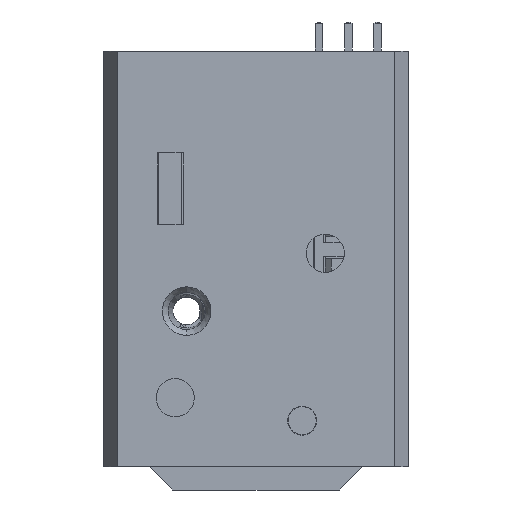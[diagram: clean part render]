
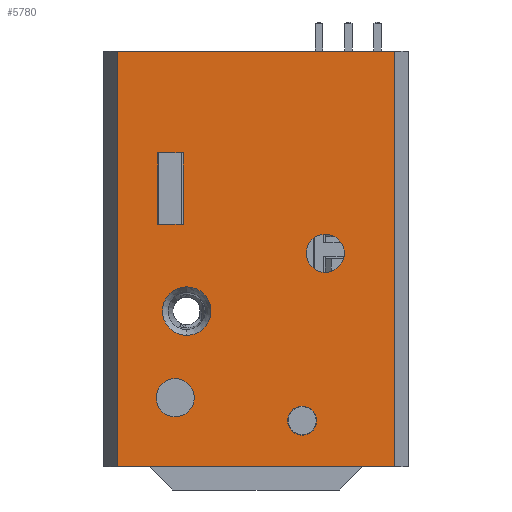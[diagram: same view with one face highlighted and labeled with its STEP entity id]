
A CAD part, front view. The second image highlights one B-rep face of the part: STEP entity #5780.
In plain terms, the highlighted planar face has unit normal (0, -1, 0).
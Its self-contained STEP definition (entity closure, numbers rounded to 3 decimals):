
#122 = ORIENTED_EDGE ( 'NONE', *, *, #5361, .T. ) ;
#508 = EDGE_LOOP ( 'NONE', ( #9226, #15088, #17783, #3989 ) ) ;
#761 = DIRECTION ( 'NONE',  ( 0., 0., 1. ) ) ;
#801 = VECTOR ( 'NONE', #19140, 1000. ) ;
#977 = CARTESIAN_POINT ( 'NONE',  ( 0., 0., -36. ) ) ;
#1023 = FACE_BOUND ( 'NONE', #14301, .T. ) ;
#1113 = DIRECTION ( 'NONE',  ( 0., 0., -1. ) ) ;
#1168 = DIRECTION ( 'NONE',  ( 0., 0., -1. ) ) ;
#1881 = CIRCLE ( 'NONE', #20534, 1.25 ) ;
#1975 = CARTESIAN_POINT ( 'NONE',  ( 16., 0., -33.25 ) ) ;
#1999 = LINE ( 'NONE', #17729, #13435 ) ;
#2198 = AXIS2_PLACEMENT_3D ( 'NONE', #17156, #18604, #20179 ) ;
#2264 = EDGE_LOOP ( 'NONE', ( #122, #17725, #14497, #14580 ) ) ;
#2359 = CIRCLE ( 'NONE', #11116, 1.25 ) ;
#2545 = FACE_BOUND ( 'NONE', #2264, .T. ) ;
#2637 = DIRECTION ( 'NONE',  ( 0., 0., 1. ) ) ;
#2642 = CARTESIAN_POINT ( 'NONE',  ( 6., 0., -24.6 ) ) ;
#2650 = VERTEX_POINT ( 'NONE', #12976 ) ;
#2868 = EDGE_CURVE ( 'NONE', #8189, #4829, #5029, .T. ) ;
#2906 = EDGE_CURVE ( 'NONE', #7669, #18560, #1881, .T. ) ;
#2933 = CARTESIAN_POINT ( 'NONE',  ( 6., 0., -22.5 ) ) ;
#3073 = LINE ( 'NONE', #20587, #801 ) ;
#3116 = CARTESIAN_POINT ( 'NONE',  ( 0., 0., -36. ) ) ;
#3129 = VERTEX_POINT ( 'NONE', #13156 ) ;
#3329 = EDGE_LOOP ( 'NONE', ( #9979, #15155 ) ) ;
#3336 = VERTEX_POINT ( 'NONE', #6959 ) ;
#3599 = VERTEX_POINT ( 'NONE', #11423 ) ;
#3617 = VERTEX_POINT ( 'NONE', #2642 ) ;
#3619 = VERTEX_POINT ( 'NONE', #16242 ) ;
#3989 = ORIENTED_EDGE ( 'NONE', *, *, #5456, .F. ) ;
#4441 = DIRECTION ( 'NONE',  ( -1., 0., 0. ) ) ;
#4631 = CARTESIAN_POINT ( 'NONE',  ( 0., 0., 0. ) ) ;
#4829 = VERTEX_POINT ( 'NONE', #11159 ) ;
#5029 = LINE ( 'NONE', #7777, #17450 ) ;
#5169 = CARTESIAN_POINT ( 'NONE',  ( 3.487, 0., -15. ) ) ;
#5309 = DIRECTION ( 'NONE',  ( 0., 0., 1. ) ) ;
#5361 = EDGE_CURVE ( 'NONE', #3599, #20699, #3073, .T. ) ;
#5456 = EDGE_CURVE ( 'NONE', #13578, #7542, #15541, .T. ) ;
#5667 = CARTESIAN_POINT ( 'NONE',  ( 16., 0., -32. ) ) ;
#5699 = DIRECTION ( 'NONE',  ( 0., -1., 0. ) ) ;
#5718 = ORIENTED_EDGE ( 'NONE', *, *, #20628, .F. ) ;
#5752 = DIRECTION ( 'NONE',  ( 0., 0., -1. ) ) ;
#5780 = ADVANCED_FACE ( 'NONE', ( #20267, #18542, #19522, #17763, #1023, #2545 ), #9376, .T. ) ;
#6175 = CARTESIAN_POINT ( 'NONE',  ( 5.687, 0., -8.8 ) ) ;
#6351 = CIRCLE ( 'NONE', #8962, 1.65 ) ;
#6429 = DIRECTION ( 'NONE',  ( 0., 1., 0. ) ) ;
#6490 = EDGE_CURVE ( 'NONE', #7542, #13717, #15722, .T. ) ;
#6959 = CARTESIAN_POINT ( 'NONE',  ( 24., 0., 0. ) ) ;
#6973 = EDGE_CURVE ( 'NONE', #7230, #2650, #9921, .T. ) ;
#7160 = CARTESIAN_POINT ( 'NONE',  ( 6., 0., -22.5 ) ) ;
#7189 = EDGE_CURVE ( 'NONE', #2650, #7230, #7360, .T. ) ;
#7198 = DIRECTION ( 'NONE',  ( 0., -1., 0. ) ) ;
#7230 = VERTEX_POINT ( 'NONE', #8641 ) ;
#7277 = CIRCLE ( 'NONE', #12691, 2.1 ) ;
#7360 = CIRCLE ( 'NONE', #17764, 1.65 ) ;
#7481 = CIRCLE ( 'NONE', #2198, 1.65 ) ;
#7542 = VERTEX_POINT ( 'NONE', #977 ) ;
#7669 = VERTEX_POINT ( 'NONE', #13179 ) ;
#7777 = CARTESIAN_POINT ( 'NONE',  ( 5.687, 0., -15. ) ) ;
#8189 = VERTEX_POINT ( 'NONE', #15952 ) ;
#8486 = AXIS2_PLACEMENT_3D ( 'NONE', #2933, #17529, #13300 ) ;
#8537 = EDGE_CURVE ( 'NONE', #3617, #16490, #7277, .T. ) ;
#8641 = CARTESIAN_POINT ( 'NONE',  ( 5., 0., -28.35 ) ) ;
#8838 = DIRECTION ( 'NONE',  ( 0., 0., -1. ) ) ;
#8856 = CARTESIAN_POINT ( 'NONE',  ( 24., 0., -36. ) ) ;
#8962 = AXIS2_PLACEMENT_3D ( 'NONE', #19276, #6429, #14500 ) ;
#9033 = EDGE_CURVE ( 'NONE', #4829, #3599, #20814, .T. ) ;
#9182 = EDGE_CURVE ( 'NONE', #20699, #8189, #13275, .T. ) ;
#9226 = ORIENTED_EDGE ( 'NONE', *, *, #19176, .F. ) ;
#9236 = DIRECTION ( 'NONE',  ( 0., -1., 0. ) ) ;
#9376 = PLANE ( 'NONE',  #18753 ) ;
#9921 = CIRCLE ( 'NONE', #11200, 1.65 ) ;
#9960 = EDGE_LOOP ( 'NONE', ( #11847, #14211 ) ) ;
#9979 = ORIENTED_EDGE ( 'NONE', *, *, #8537, .F. ) ;
#10355 = CARTESIAN_POINT ( 'NONE',  ( 5., 0., -30. ) ) ;
#11116 = AXIS2_PLACEMENT_3D ( 'NONE', #5667, #7198, #8838 ) ;
#11159 = CARTESIAN_POINT ( 'NONE',  ( 3.487, 0., -15. ) ) ;
#11200 = AXIS2_PLACEMENT_3D ( 'NONE', #10355, #13494, #761 ) ;
#11219 = DIRECTION ( 'NONE',  ( 1., 0., 0. ) ) ;
#11423 = CARTESIAN_POINT ( 'NONE',  ( 3.487, 0., -8.8 ) ) ;
#11832 = DIRECTION ( 'NONE',  ( 0., 1., 0. ) ) ;
#11847 = ORIENTED_EDGE ( 'NONE', *, *, #7189, .T. ) ;
#12691 = AXIS2_PLACEMENT_3D ( 'NONE', #7160, #5699, #19972 ) ;
#12787 = EDGE_CURVE ( 'NONE', #16490, #3617, #14045, .T. ) ;
#12875 = EDGE_CURVE ( 'NONE', #3619, #3129, #7481, .T. ) ;
#12976 = CARTESIAN_POINT ( 'NONE',  ( 5., 0., -31.65 ) ) ;
#13156 = CARTESIAN_POINT ( 'NONE',  ( 18., 0., -19.15 ) ) ;
#13179 = CARTESIAN_POINT ( 'NONE',  ( 16., 0., -30.75 ) ) ;
#13253 = VECTOR ( 'NONE', #13544, 1000. ) ;
#13261 = EDGE_LOOP ( 'NONE', ( #14756, #5718 ) ) ;
#13275 = LINE ( 'NONE', #20282, #19094 ) ;
#13300 = DIRECTION ( 'NONE',  ( 0., 0., -1. ) ) ;
#13435 = VECTOR ( 'NONE', #11219, 1000. ) ;
#13494 = DIRECTION ( 'NONE',  ( 0., 1., 0. ) ) ;
#13544 = DIRECTION ( 'NONE',  ( -1., 0., 0. ) ) ;
#13578 = VERTEX_POINT ( 'NONE', #8856 ) ;
#13697 = VECTOR ( 'NONE', #2637, 1000. ) ;
#13717 = VERTEX_POINT ( 'NONE', #4631 ) ;
#14045 = CIRCLE ( 'NONE', #8486, 2.1 ) ;
#14211 = ORIENTED_EDGE ( 'NONE', *, *, #6973, .T. ) ;
#14301 = EDGE_LOOP ( 'NONE', ( #16113, #17395 ) ) ;
#14497 = ORIENTED_EDGE ( 'NONE', *, *, #2868, .T. ) ;
#14500 = DIRECTION ( 'NONE',  ( 0., 0., 1. ) ) ;
#14580 = ORIENTED_EDGE ( 'NONE', *, *, #9033, .T. ) ;
#14756 = ORIENTED_EDGE ( 'NONE', *, *, #2906, .F. ) ;
#15054 = VECTOR ( 'NONE', #16765, 1000. ) ;
#15085 = CARTESIAN_POINT ( 'NONE',  ( 6., 0., -20.4 ) ) ;
#15088 = ORIENTED_EDGE ( 'NONE', *, *, #16735, .F. ) ;
#15155 = ORIENTED_EDGE ( 'NONE', *, *, #12787, .F. ) ;
#15541 = LINE ( 'NONE', #3116, #13253 ) ;
#15722 = LINE ( 'NONE', #17089, #13697 ) ;
#15952 = CARTESIAN_POINT ( 'NONE',  ( 5.687, 0., -15. ) ) ;
#16008 = CARTESIAN_POINT ( 'NONE',  ( 24., 0., 0. ) ) ;
#16113 = ORIENTED_EDGE ( 'NONE', *, *, #16762, .T. ) ;
#16178 = VECTOR ( 'NONE', #19380, 1000. ) ;
#16242 = CARTESIAN_POINT ( 'NONE',  ( 18., 0., -15.85 ) ) ;
#16490 = VERTEX_POINT ( 'NONE', #15085 ) ;
#16735 = EDGE_CURVE ( 'NONE', #13717, #3336, #1999, .T. ) ;
#16762 = EDGE_CURVE ( 'NONE', #3129, #3619, #6351, .T. ) ;
#16765 = DIRECTION ( 'NONE',  ( 0., 0., 1. ) ) ;
#17089 = CARTESIAN_POINT ( 'NONE',  ( 0., 0., 0. ) ) ;
#17156 = CARTESIAN_POINT ( 'NONE',  ( 18., 0., -17.5 ) ) ;
#17394 = DIRECTION ( 'NONE',  ( 0., -1., 0. ) ) ;
#17395 = ORIENTED_EDGE ( 'NONE', *, *, #12875, .T. ) ;
#17450 = VECTOR ( 'NONE', #4441, 1000. ) ;
#17529 = DIRECTION ( 'NONE',  ( 0., -1., 0. ) ) ;
#17725 = ORIENTED_EDGE ( 'NONE', *, *, #9182, .T. ) ;
#17729 = CARTESIAN_POINT ( 'NONE',  ( 0., 0., 0. ) ) ;
#17763 = FACE_BOUND ( 'NONE', #9960, .T. ) ;
#17764 = AXIS2_PLACEMENT_3D ( 'NONE', #18292, #11832, #5309 ) ;
#17783 = ORIENTED_EDGE ( 'NONE', *, *, #6490, .F. ) ;
#18292 = CARTESIAN_POINT ( 'NONE',  ( 5., 0., -30. ) ) ;
#18459 = LINE ( 'NONE', #16008, #16178 ) ;
#18542 = FACE_BOUND ( 'NONE', #3329, .T. ) ;
#18560 = VERTEX_POINT ( 'NONE', #1975 ) ;
#18604 = DIRECTION ( 'NONE',  ( 0., 1., 0. ) ) ;
#18753 = AXIS2_PLACEMENT_3D ( 'NONE', #18901, #9236, #1168 ) ;
#18901 = CARTESIAN_POINT ( 'NONE',  ( 0., 0., 0. ) ) ;
#19094 = VECTOR ( 'NONE', #5752, 1000. ) ;
#19140 = DIRECTION ( 'NONE',  ( 1., 0., 0. ) ) ;
#19176 = EDGE_CURVE ( 'NONE', #3336, #13578, #18459, .T. ) ;
#19276 = CARTESIAN_POINT ( 'NONE',  ( 18., 0., -17.5 ) ) ;
#19380 = DIRECTION ( 'NONE',  ( 0., 0., -1. ) ) ;
#19522 = FACE_BOUND ( 'NONE', #13261, .T. ) ;
#19972 = DIRECTION ( 'NONE',  ( 0., 0., -1. ) ) ;
#20179 = DIRECTION ( 'NONE',  ( 0., 0., 1. ) ) ;
#20267 = FACE_OUTER_BOUND ( 'NONE', #508, .T. ) ;
#20282 = CARTESIAN_POINT ( 'NONE',  ( 5.687, 0., -15. ) ) ;
#20481 = CARTESIAN_POINT ( 'NONE',  ( 16., 0., -32. ) ) ;
#20534 = AXIS2_PLACEMENT_3D ( 'NONE', #20481, #17394, #1113 ) ;
#20587 = CARTESIAN_POINT ( 'NONE',  ( 3.487, 0., -8.8 ) ) ;
#20628 = EDGE_CURVE ( 'NONE', #18560, #7669, #2359, .T. ) ;
#20699 = VERTEX_POINT ( 'NONE', #6175 ) ;
#20814 = LINE ( 'NONE', #5169, #15054 ) ;
